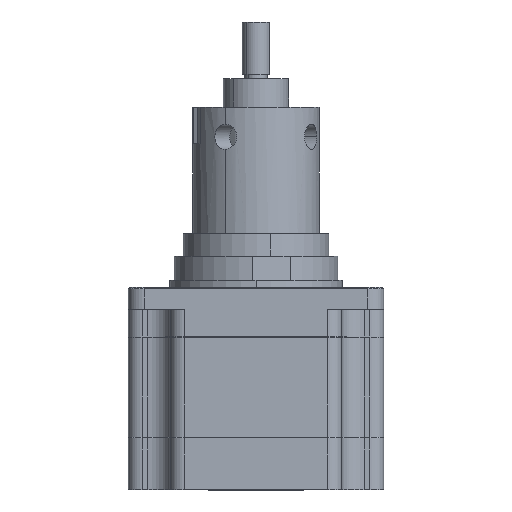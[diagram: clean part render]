
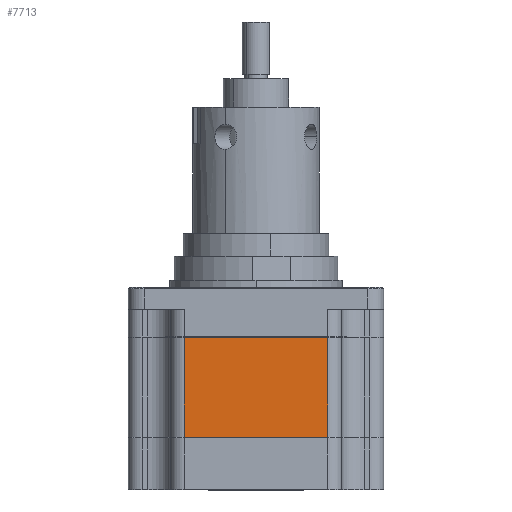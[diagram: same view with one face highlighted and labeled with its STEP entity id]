
A CAD part, top view. The second image highlights one B-rep face of the part: STEP entity #7713.
In plain terms, the highlighted planar face has unit normal (0, 0, 1).
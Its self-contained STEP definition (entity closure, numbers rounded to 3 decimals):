
#2610 = LINE ( 'NONE', #12752, #10965 ) ;
#3773 = CARTESIAN_POINT ( 'NONE',  ( 30.616, 13.453, 31.353 ) ) ;
#4463 = VECTOR ( 'NONE', #13730, 1000. ) ;
#4553 = EDGE_LOOP ( 'NONE', ( #11313, #15507, #21477, #14693 ) ) ;
#5387 = CARTESIAN_POINT ( 'NONE',  ( -0.984, -8.547, 31.353 ) ) ;
#7713 = ADVANCED_FACE ( 'NONE', ( #20978 ), #16582, .F. ) ;
#7995 = LINE ( 'NONE', #18982, #12476 ) ;
#8120 = AXIS2_PLACEMENT_3D ( 'NONE', #19998, #9905, #21677 ) ;
#8255 = EDGE_CURVE ( 'NONE', #19413, #18261, #2610, .T. ) ;
#9059 = VECTOR ( 'NONE', #12963, 1000. ) ;
#9424 = DIRECTION ( 'NONE',  ( 0., 1., 0. ) ) ;
#9791 = CARTESIAN_POINT ( 'NONE',  ( -0.984, -8.547, 31.353 ) ) ;
#9905 = DIRECTION ( 'NONE',  ( 0., 0., -1. ) ) ;
#10300 = CARTESIAN_POINT ( 'NONE',  ( -0.984, 13.453, 31.353 ) ) ;
#10965 = VECTOR ( 'NONE', #9424, 1000. ) ;
#11313 = ORIENTED_EDGE ( 'NONE', *, *, #16528, .T. ) ;
#12476 = VECTOR ( 'NONE', #20679, 1000. ) ;
#12752 = CARTESIAN_POINT ( 'NONE',  ( -0.984, -8.547, 31.353 ) ) ;
#12963 = DIRECTION ( 'NONE',  ( -1., 0., 0. ) ) ;
#13361 = LINE ( 'NONE', #5387, #4463 ) ;
#13730 = DIRECTION ( 'NONE',  ( -1., 0., 0. ) ) ;
#14693 = ORIENTED_EDGE ( 'NONE', *, *, #21074, .T. ) ;
#15507 = ORIENTED_EDGE ( 'NONE', *, *, #8255, .F. ) ;
#15568 = CARTESIAN_POINT ( 'NONE',  ( 30.616, -8.547, 31.353 ) ) ;
#16245 = CARTESIAN_POINT ( 'NONE',  ( -0.984, 13.453, 31.353 ) ) ;
#16528 = EDGE_CURVE ( 'NONE', #17282, #18261, #17986, .T. ) ;
#16582 = PLANE ( 'NONE',  #8120 ) ;
#17260 = EDGE_CURVE ( 'NONE', #20091, #19413, #13361, .T. ) ;
#17282 = VERTEX_POINT ( 'NONE', #3773 ) ;
#17986 = LINE ( 'NONE', #16245, #9059 ) ;
#18261 = VERTEX_POINT ( 'NONE', #10300 ) ;
#18982 = CARTESIAN_POINT ( 'NONE',  ( 30.616, -8.547, 31.353 ) ) ;
#19413 = VERTEX_POINT ( 'NONE', #9791 ) ;
#19998 = CARTESIAN_POINT ( 'NONE',  ( -0.984, -8.547, 31.353 ) ) ;
#20091 = VERTEX_POINT ( 'NONE', #15568 ) ;
#20679 = DIRECTION ( 'NONE',  ( 0., 1., 0. ) ) ;
#20978 = FACE_OUTER_BOUND ( 'NONE', #4553, .T. ) ;
#21074 = EDGE_CURVE ( 'NONE', #20091, #17282, #7995, .T. ) ;
#21477 = ORIENTED_EDGE ( 'NONE', *, *, #17260, .F. ) ;
#21677 = DIRECTION ( 'NONE',  ( 1., 0., 0. ) ) ;
